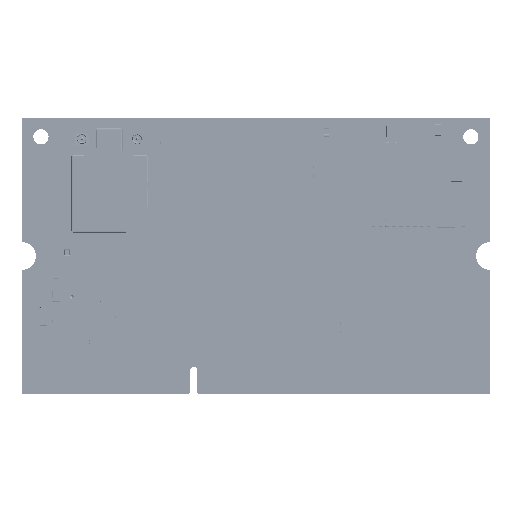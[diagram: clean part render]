
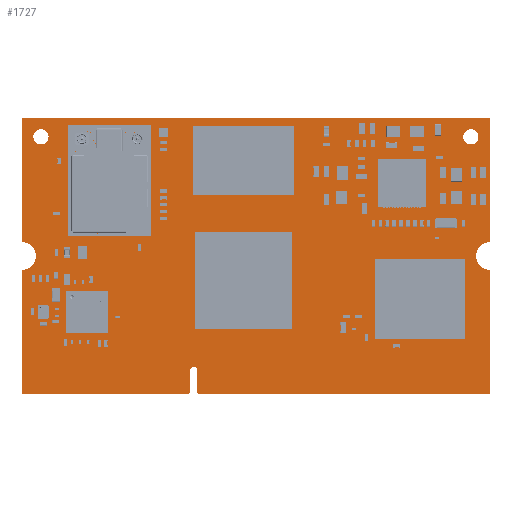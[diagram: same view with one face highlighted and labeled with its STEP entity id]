
A CAD part, top view. The second image highlights one B-rep face of the part: STEP entity #1727.
In plain terms, the highlighted planar face has unit normal (0, 0, 1).
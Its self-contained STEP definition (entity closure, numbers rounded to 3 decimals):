
#1200 = VERTEX_POINT('',#1201);
#1201 = CARTESIAN_POINT('',(0.,0.,1.));
#1207 = EDGE_CURVE('',#1200,#1208,#1210,.T.);
#1208 = VERTEX_POINT('',#1209);
#1209 = CARTESIAN_POINT('',(0.,18.,1.));
#1210 = LINE('',#1211,#1212);
#1211 = CARTESIAN_POINT('',(0.,0.,1.));
#1212 = VECTOR('',#1213,1.);
#1213 = DIRECTION('',(0.,1.,0.));
#1238 = EDGE_CURVE('',#1208,#1239,#1241,.T.);
#1239 = VERTEX_POINT('',#1240);
#1240 = CARTESIAN_POINT('',(0.,22.,1.));
#1241 = CIRCLE('',#1242,2.);
#1242 = AXIS2_PLACEMENT_3D('',#1243,#1244,#1245);
#1243 = CARTESIAN_POINT('',(0.,20.,1.));
#1244 = DIRECTION('',(0.,0.,1.));
#1245 = DIRECTION('',(0.,-1.,0.));
#1271 = EDGE_CURVE('',#1239,#1272,#1274,.T.);
#1272 = VERTEX_POINT('',#1273);
#1273 = CARTESIAN_POINT('',(0.,40.,1.));
#1274 = LINE('',#1275,#1276);
#1275 = CARTESIAN_POINT('',(0.,22.,1.));
#1276 = VECTOR('',#1277,1.);
#1277 = DIRECTION('',(0.,1.,0.));
#1302 = EDGE_CURVE('',#1272,#1303,#1305,.T.);
#1303 = VERTEX_POINT('',#1304);
#1304 = CARTESIAN_POINT('',(67.6,40.,1.));
#1305 = LINE('',#1306,#1307);
#1306 = CARTESIAN_POINT('',(0.,40.,1.));
#1307 = VECTOR('',#1308,1.);
#1308 = DIRECTION('',(1.,0.,0.));
#1333 = EDGE_CURVE('',#1303,#1334,#1336,.T.);
#1334 = VERTEX_POINT('',#1335);
#1335 = CARTESIAN_POINT('',(67.6,22.,1.));
#1336 = LINE('',#1337,#1338);
#1337 = CARTESIAN_POINT('',(67.6,40.,1.));
#1338 = VECTOR('',#1339,1.);
#1339 = DIRECTION('',(0.,-1.,0.));
#1364 = EDGE_CURVE('',#1334,#1365,#1367,.T.);
#1365 = VERTEX_POINT('',#1366);
#1366 = CARTESIAN_POINT('',(67.6,18.,1.));
#1367 = CIRCLE('',#1368,2.);
#1368 = AXIS2_PLACEMENT_3D('',#1369,#1370,#1371);
#1369 = CARTESIAN_POINT('',(67.6,20.,1.));
#1370 = DIRECTION('',(0.,0.,1.));
#1371 = DIRECTION('',(0.,1.,0.));
#1397 = EDGE_CURVE('',#1365,#1398,#1400,.T.);
#1398 = VERTEX_POINT('',#1399);
#1399 = CARTESIAN_POINT('',(67.6,0.,1.));
#1400 = LINE('',#1401,#1402);
#1401 = CARTESIAN_POINT('',(67.6,18.,1.));
#1402 = VECTOR('',#1403,1.);
#1403 = DIRECTION('',(0.,-1.,0.));
#1428 = EDGE_CURVE('',#1398,#1429,#1431,.T.);
#1429 = VERTEX_POINT('',#1430);
#1430 = CARTESIAN_POINT('',(25.6,0.,1.));
#1431 = LINE('',#1432,#1433);
#1432 = CARTESIAN_POINT('',(67.6,0.,1.));
#1433 = VECTOR('',#1434,1.);
#1434 = DIRECTION('',(-1.,0.,0.));
#1459 = EDGE_CURVE('',#1429,#1460,#1462,.T.);
#1460 = VERTEX_POINT('',#1461);
#1461 = CARTESIAN_POINT('',(25.3,0.3,1.));
#1462 = LINE('',#1463,#1464);
#1463 = CARTESIAN_POINT('',(25.6,0.,1.));
#1464 = VECTOR('',#1465,1.);
#1465 = DIRECTION('',(-0.707,0.707,0.));
#1490 = EDGE_CURVE('',#1460,#1491,#1493,.T.);
#1491 = VERTEX_POINT('',#1492);
#1492 = CARTESIAN_POINT('',(25.3,3.5,1.));
#1493 = LINE('',#1494,#1495);
#1494 = CARTESIAN_POINT('',(25.3,0.3,1.));
#1495 = VECTOR('',#1496,1.);
#1496 = DIRECTION('',(0.,1.,0.));
#1521 = EDGE_CURVE('',#1491,#1522,#1524,.T.);
#1522 = VERTEX_POINT('',#1523);
#1523 = CARTESIAN_POINT('',(24.3,3.5,1.));
#1524 = CIRCLE('',#1525,0.5);
#1525 = AXIS2_PLACEMENT_3D('',#1526,#1527,#1528);
#1526 = CARTESIAN_POINT('',(24.8,3.5,1.));
#1527 = DIRECTION('',(0.,0.,1.));
#1528 = DIRECTION('',(1.,0.,0.));
#1554 = EDGE_CURVE('',#1522,#1555,#1557,.T.);
#1555 = VERTEX_POINT('',#1556);
#1556 = CARTESIAN_POINT('',(24.3,0.3,1.));
#1557 = LINE('',#1558,#1559);
#1558 = CARTESIAN_POINT('',(24.3,3.5,1.));
#1559 = VECTOR('',#1560,1.);
#1560 = DIRECTION('',(0.,-1.,0.));
#1585 = EDGE_CURVE('',#1555,#1586,#1588,.T.);
#1586 = VERTEX_POINT('',#1587);
#1587 = CARTESIAN_POINT('',(24.,0.,1.));
#1588 = LINE('',#1589,#1590);
#1589 = CARTESIAN_POINT('',(24.3,0.3,1.));
#1590 = VECTOR('',#1591,1.);
#1591 = DIRECTION('',(-0.707,-0.707,0.));
#1616 = EDGE_CURVE('',#1586,#1200,#1617,.T.);
#1617 = LINE('',#1618,#1619);
#1618 = CARTESIAN_POINT('',(24.,0.,1.));
#1619 = VECTOR('',#1620,1.);
#1620 = DIRECTION('',(-1.,0.,0.));
#1640 = VERTEX_POINT('',#1641);
#1641 = CARTESIAN_POINT('',(3.835,37.21,1.));
#1647 = EDGE_CURVE('',#1640,#1640,#1648,.T.);
#1648 = CIRCLE('',#1649,1.1);
#1649 = AXIS2_PLACEMENT_3D('',#1650,#1651,#1652);
#1650 = CARTESIAN_POINT('',(2.735,37.21,1.));
#1651 = DIRECTION('',(0.,0.,1.));
#1652 = DIRECTION('',(1.,0.,0.));
#1673 = VERTEX_POINT('',#1674);
#1674 = CARTESIAN_POINT('',(65.935,37.205,1.));
#1680 = EDGE_CURVE('',#1673,#1673,#1681,.T.);
#1681 = CIRCLE('',#1682,1.1);
#1682 = AXIS2_PLACEMENT_3D('',#1683,#1684,#1685);
#1683 = CARTESIAN_POINT('',(64.835,37.205,1.));
#1684 = DIRECTION('',(0.,0.,1.));
#1685 = DIRECTION('',(1.,0.,0.));
#1727 = ADVANCED_FACE('',(#1728,#1744,#1747),#1750,.T.);
#1728 = FACE_BOUND('',#1729,.F.);
#1729 = EDGE_LOOP('',(#1730,#1731,#1732,#1733,#1734,#1735,#1736,#1737,
    #1738,#1739,#1740,#1741,#1742,#1743));
#1730 = ORIENTED_EDGE('',*,*,#1207,.T.);
#1731 = ORIENTED_EDGE('',*,*,#1238,.T.);
#1732 = ORIENTED_EDGE('',*,*,#1271,.T.);
#1733 = ORIENTED_EDGE('',*,*,#1302,.T.);
#1734 = ORIENTED_EDGE('',*,*,#1333,.T.);
#1735 = ORIENTED_EDGE('',*,*,#1364,.T.);
#1736 = ORIENTED_EDGE('',*,*,#1397,.T.);
#1737 = ORIENTED_EDGE('',*,*,#1428,.T.);
#1738 = ORIENTED_EDGE('',*,*,#1459,.T.);
#1739 = ORIENTED_EDGE('',*,*,#1490,.T.);
#1740 = ORIENTED_EDGE('',*,*,#1521,.T.);
#1741 = ORIENTED_EDGE('',*,*,#1554,.T.);
#1742 = ORIENTED_EDGE('',*,*,#1585,.T.);
#1743 = ORIENTED_EDGE('',*,*,#1616,.T.);
#1744 = FACE_BOUND('',#1745,.T.);
#1745 = EDGE_LOOP('',(#1746));
#1746 = ORIENTED_EDGE('',*,*,#1647,.F.);
#1747 = FACE_BOUND('',#1748,.T.);
#1748 = EDGE_LOOP('',(#1749));
#1749 = ORIENTED_EDGE('',*,*,#1680,.F.);
#1750 = PLANE('',#1751);
#1751 = AXIS2_PLACEMENT_3D('',#1752,#1753,#1754);
#1752 = CARTESIAN_POINT('',(0.,0.,1.));
#1753 = DIRECTION('',(0.,0.,1.));
#1754 = DIRECTION('',(1.,0.,0.));
